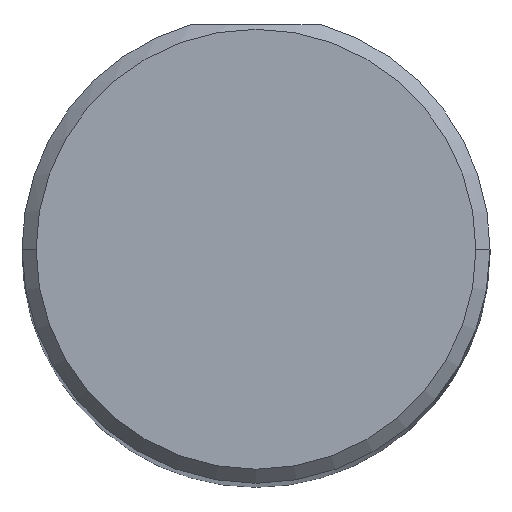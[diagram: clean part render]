
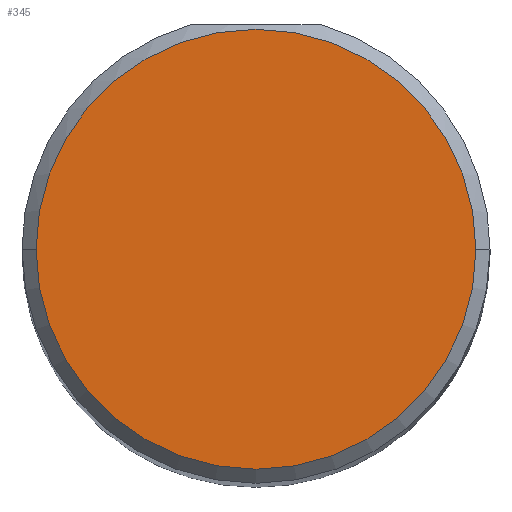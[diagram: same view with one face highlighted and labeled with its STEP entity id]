
A CAD part, top view. The second image highlights one B-rep face of the part: STEP entity #345.
In plain terms, the highlighted planar face has unit normal (0, 0, 1).
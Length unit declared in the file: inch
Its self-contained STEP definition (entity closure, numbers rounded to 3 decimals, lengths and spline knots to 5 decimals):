
#23 = EDGE_LOOP ( 'NONE', ( #605, #456 ) ) ;
#55 = AXIS2_PLACEMENT_3D ( 'NONE', #269, #331, #500 ) ;
#76 = CARTESIAN_POINT ( 'NONE',  ( 0., 0., 3. ) ) ;
#92 = CARTESIAN_POINT ( 'NONE',  ( -0.235, 0., 3. ) ) ;
#139 = EDGE_CURVE ( 'NONE', #638, #620, #262, .T. ) ;
#166 = CARTESIAN_POINT ( 'NONE',  ( 0., 0., 3. ) ) ;
#181 = CIRCLE ( 'NONE', #55, 0.235 ) ;
#250 = DIRECTION ( 'NONE',  ( 1., 0., 0. ) ) ;
#262 = CIRCLE ( 'NONE', #703, 0.235 ) ;
#269 = CARTESIAN_POINT ( 'NONE',  ( 0., 0., 3. ) ) ;
#307 = CARTESIAN_POINT ( 'NONE',  ( 0.235, 0., 3. ) ) ;
#309 = DIRECTION ( 'NONE',  ( 0., 0., 1. ) ) ;
#331 = DIRECTION ( 'NONE',  ( 0., 0., 1. ) ) ;
#345 = ADVANCED_FACE ( 'NONE', ( #691 ), #696, .T. ) ;
#351 = EDGE_CURVE ( 'NONE', #620, #638, #181, .T. ) ;
#437 = AXIS2_PLACEMENT_3D ( 'NONE', #166, #735, #557 ) ;
#456 = ORIENTED_EDGE ( 'NONE', *, *, #351, .T. ) ;
#500 = DIRECTION ( 'NONE',  ( 1., 0., 0. ) ) ;
#557 = DIRECTION ( 'NONE',  ( 1., 0., 0. ) ) ;
#605 = ORIENTED_EDGE ( 'NONE', *, *, #139, .T. ) ;
#620 = VERTEX_POINT ( 'NONE', #307 ) ;
#638 = VERTEX_POINT ( 'NONE', #92 ) ;
#691 = FACE_OUTER_BOUND ( 'NONE', #23, .T. ) ;
#696 = PLANE ( 'NONE',  #437 ) ;
#703 = AXIS2_PLACEMENT_3D ( 'NONE', #76, #309, #250 ) ;
#735 = DIRECTION ( 'NONE',  ( 0., 0., 1. ) ) ;
